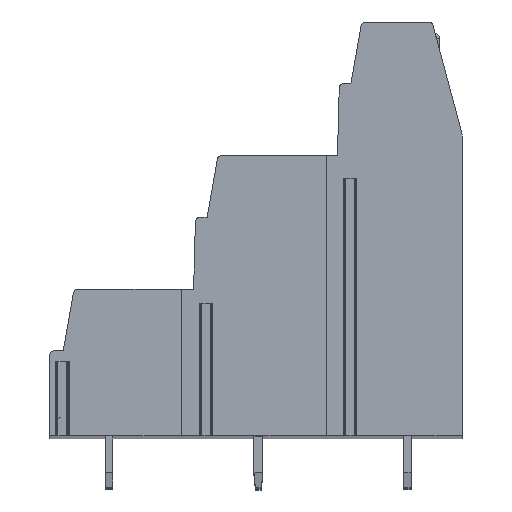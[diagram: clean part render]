
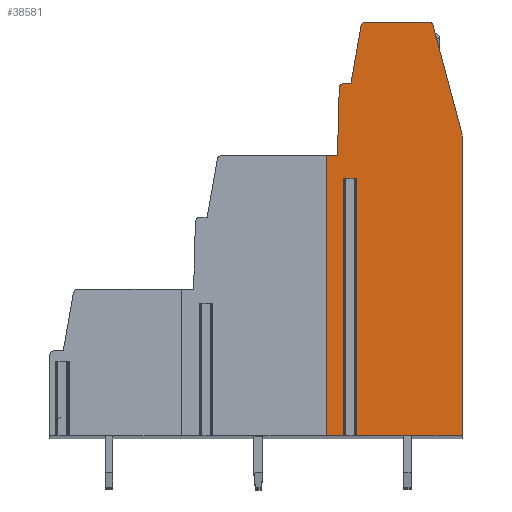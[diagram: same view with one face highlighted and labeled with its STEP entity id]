
A CAD part, top view. The second image highlights one B-rep face of the part: STEP entity #38581.
In plain terms, the highlighted planar face has unit normal (0, 0, 1).
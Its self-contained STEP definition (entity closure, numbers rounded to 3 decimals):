
#14=DIRECTION('',(-1.,0.,0.));
#15=VECTOR('',#14,0.743);
#16=CARTESIAN_POINT('',(1.908,2.65,104.14));
#17=LINE('',#16,#15);
#18=DIRECTION('',(0.,-1.,0.));
#19=VECTOR('',#18,17.55);
#20=CARTESIAN_POINT('',(1.165,2.65,104.14));
#21=LINE('',#20,#19);
#22=DIRECTION('',(1.,0.,0.));
#23=VECTOR('',#22,1.228);
#24=CARTESIAN_POINT('',(-0.063,-14.9,104.14));
#25=LINE('',#24,#23);
#26=DIRECTION('',(-1.,0.,0.));
#27=VECTOR('',#26,0.75);
#28=CARTESIAN_POINT('',(0.687,4.2,104.14));
#29=LINE('',#28,#27);
#30=DIRECTION('',(-0.026,-1.,0.));
#31=VECTOR('',#30,4.609);
#32=CARTESIAN_POINT('',(0.808,8.808,104.14));
#33=LINE('',#32,#31);
#34=CARTESIAN_POINT('',(1.108,8.8,104.14));
#35=DIRECTION('',(0.,0.,1.));
#36=DIRECTION('',(0.,1.,0.));
#37=AXIS2_PLACEMENT_3D('',#34,#35,#36);
#39=DIRECTION('',(-1.,0.,0.));
#40=VECTOR('',#39,0.497);
#41=CARTESIAN_POINT('',(1.605,9.1,104.14));
#42=LINE('',#41,#40);
#43=DIRECTION('',(-0.174,-0.985,0.));
#44=VECTOR('',#43,4.013);
#45=CARTESIAN_POINT('',(2.301,13.052,104.14));
#46=LINE('',#45,#44);
#47=CARTESIAN_POINT('',(2.597,13.,104.14));
#48=DIRECTION('',(0.,0.,1.));
#49=DIRECTION('',(0.,1.,0.));
#50=AXIS2_PLACEMENT_3D('',#47,#48,#49);
#52=DIRECTION('',(-1.,0.,0.));
#53=VECTOR('',#52,4.31);
#54=CARTESIAN_POINT('',(6.907,13.3,104.14));
#55=LINE('',#54,#53);
#56=CARTESIAN_POINT('',(6.907,13.,104.14));
#57=DIRECTION('',(0.,0.,1.));
#58=DIRECTION('',(0.966,0.259,0.));
#59=AXIS2_PLACEMENT_3D('',#56,#57,#58);
#61=CARTESIAN_POINT('',(8.187,5.518,104.14));
#62=DIRECTION('',(0.,0.,1.));
#63=DIRECTION('',(1.,0.,0.));
#64=AXIS2_PLACEMENT_3D('',#61,#62,#63);
#66=DIRECTION('',(0.,1.,0.));
#67=VECTOR('',#66,20.418);
#68=CARTESIAN_POINT('',(9.187,-14.9,104.14));
#69=LINE('',#68,#67);
#70=DIRECTION('',(1.,0.,0.));
#71=VECTOR('',#70,7.279);
#72=CARTESIAN_POINT('',(1.908,-14.9,104.14));
#73=LINE('',#72,#71);
#74=DIRECTION('',(0.,-1.,0.));
#75=VECTOR('',#74,17.55);
#76=CARTESIAN_POINT('',(1.908,2.65,104.14));
#77=LINE('',#76,#75);
#12182=DIRECTION('',(-0.259,0.966,0.));
#12183=VECTOR('',#12182,7.558);
#12184=CARTESIAN_POINT('',(9.153,5.777,104.14));
#12185=LINE('',#12184,#12183);
#20583=DIRECTION('',(0.,-1.,0.));
#20584=VECTOR('',#20583,19.1);
#20585=CARTESIAN_POINT('',(-0.063,4.2,104.14));
#20586=LINE('',#20585,#20584);
#30399=CARTESIAN_POINT('',(9.187,-14.9,104.14));
#30400=CARTESIAN_POINT('',(9.187,5.518,104.14));
#30401=VERTEX_POINT('',#30399);
#30402=VERTEX_POINT('',#30400);
#30403=CARTESIAN_POINT('',(9.153,5.777,104.14));
#30404=VERTEX_POINT('',#30403);
#30405=CARTESIAN_POINT('',(7.197,13.078,104.14));
#30406=CARTESIAN_POINT('',(6.907,13.3,104.14));
#30407=VERTEX_POINT('',#30405);
#30408=VERTEX_POINT('',#30406);
#30409=CARTESIAN_POINT('',(2.597,13.3,104.14));
#30410=VERTEX_POINT('',#30409);
#30411=CARTESIAN_POINT('',(2.301,13.052,104.14));
#30412=VERTEX_POINT('',#30411);
#30413=CARTESIAN_POINT('',(1.605,9.1,104.14));
#30414=VERTEX_POINT('',#30413);
#30415=CARTESIAN_POINT('',(1.108,9.1,104.14));
#30416=VERTEX_POINT('',#30415);
#30417=CARTESIAN_POINT('',(0.808,8.808,104.14));
#30418=VERTEX_POINT('',#30417);
#30419=CARTESIAN_POINT('',(0.687,4.2,104.14));
#30420=VERTEX_POINT('',#30419);
#30459=CARTESIAN_POINT('',(-0.063,-14.9,104.14));
#30461=VERTEX_POINT('',#30459);
#30467=CARTESIAN_POINT('',(-0.063,4.2,104.14));
#30468=VERTEX_POINT('',#30467);
#30515=CARTESIAN_POINT('',(1.908,2.65,104.14));
#30516=CARTESIAN_POINT('',(1.165,2.65,104.14));
#30517=VERTEX_POINT('',#30515);
#30518=VERTEX_POINT('',#30516);
#30519=CARTESIAN_POINT('',(1.908,-14.9,104.14));
#30520=VERTEX_POINT('',#30519);
#30521=CARTESIAN_POINT('',(1.165,-14.9,104.14));
#30522=VERTEX_POINT('',#30521);
#38540=CARTESIAN_POINT('',(0.,0.,104.14));
#38541=DIRECTION('',(0.,0.,1.));
#38542=DIRECTION('',(1.,0.,0.));
#38543=AXIS2_PLACEMENT_3D('',#38540,#38541,#38542);
#38544=PLANE('',#38543);
#38546=ORIENTED_EDGE('',*,*,#38545,.T.);
#38548=ORIENTED_EDGE('',*,*,#38547,.T.);
#38550=ORIENTED_EDGE('',*,*,#38549,.F.);
#38552=ORIENTED_EDGE('',*,*,#38551,.F.);
#38554=ORIENTED_EDGE('',*,*,#38553,.F.);
#38556=ORIENTED_EDGE('',*,*,#38555,.F.);
#38558=ORIENTED_EDGE('',*,*,#38557,.F.);
#38560=ORIENTED_EDGE('',*,*,#38559,.F.);
#38562=ORIENTED_EDGE('',*,*,#38561,.F.);
#38564=ORIENTED_EDGE('',*,*,#38563,.F.);
#38566=ORIENTED_EDGE('',*,*,#38565,.F.);
#38568=ORIENTED_EDGE('',*,*,#38567,.F.);
#38570=ORIENTED_EDGE('',*,*,#38569,.F.);
#38572=ORIENTED_EDGE('',*,*,#38571,.F.);
#38574=ORIENTED_EDGE('',*,*,#38573,.F.);
#38576=ORIENTED_EDGE('',*,*,#38575,.F.);
#38578=ORIENTED_EDGE('',*,*,#38577,.F.);
#38579=EDGE_LOOP('',(#38546,#38548,#38550,#38552,#38554,#38556,#38558,#38560,
#38562,#38564,#38566,#38568,#38570,#38572,#38574,#38576,#38578));
#38580=FACE_OUTER_BOUND('',#38579,.F.);
#38=CIRCLE('',#37,0.3);
#51=CIRCLE('',#50,0.3);
#60=CIRCLE('',#59,0.3);
#65=CIRCLE('',#64,1.);
#38545=EDGE_CURVE('',#30517,#30518,#17,.T.);
#38547=EDGE_CURVE('',#30518,#30522,#21,.T.);
#38549=EDGE_CURVE('',#30461,#30522,#25,.T.);
#38551=EDGE_CURVE('',#30468,#30461,#20586,.T.);
#38553=EDGE_CURVE('',#30420,#30468,#29,.T.);
#38555=EDGE_CURVE('',#30418,#30420,#33,.T.);
#38557=EDGE_CURVE('',#30416,#30418,#38,.T.);
#38559=EDGE_CURVE('',#30414,#30416,#42,.T.);
#38561=EDGE_CURVE('',#30412,#30414,#46,.T.);
#38563=EDGE_CURVE('',#30410,#30412,#51,.T.);
#38565=EDGE_CURVE('',#30408,#30410,#55,.T.);
#38567=EDGE_CURVE('',#30407,#30408,#60,.T.);
#38569=EDGE_CURVE('',#30404,#30407,#12185,.T.);
#38571=EDGE_CURVE('',#30402,#30404,#65,.T.);
#38573=EDGE_CURVE('',#30401,#30402,#69,.T.);
#38575=EDGE_CURVE('',#30520,#30401,#73,.T.);
#38577=EDGE_CURVE('',#30517,#30520,#77,.T.);
#38581=ADVANCED_FACE('',(#38580),#38544,.T.);
